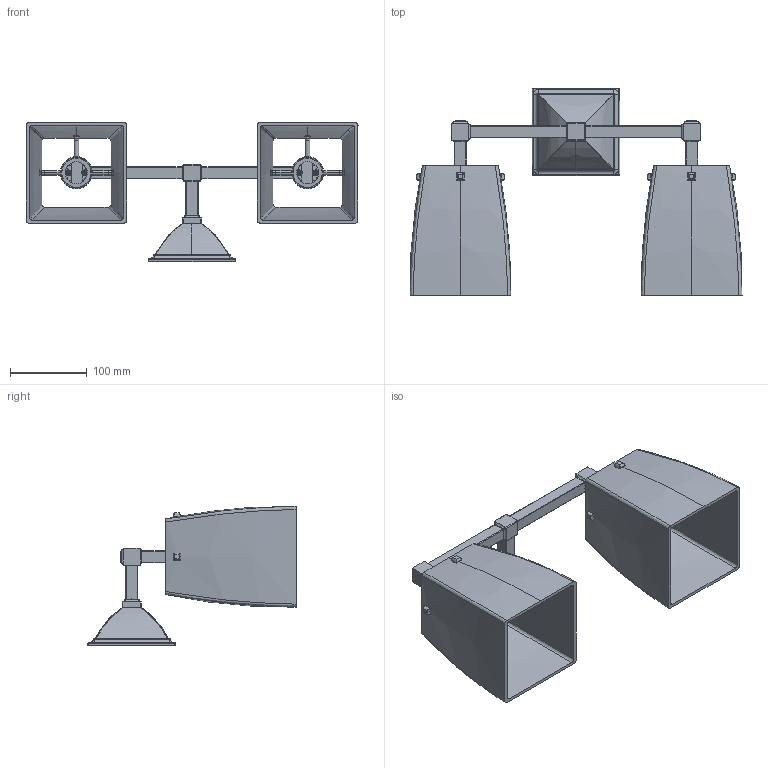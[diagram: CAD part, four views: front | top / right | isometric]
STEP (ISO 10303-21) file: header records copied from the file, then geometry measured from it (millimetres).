
FILE_DESCRIPTION((''),'2;1');
FILE_NAME('1882D_WEB','2010-10-05T',('project'),(''),'PRO/ENGINEER BY PARAMETRIC TECHNOLOGY CORPORATION, 2009300','PRO/ENGINEER BY PARAMETRIC TECHNOLOGY CORPORATION, 2009300','');
FILE_SCHEMA(('CONFIG_CONTROL_DESIGN'));
Products named in the file (1): 1882D_WEB
Bounding box: 433.6 x 271.7 x 181.87 mm (x, y, z)
Surface area: 488941.2 mm2 (no closed solid volume)
Topology: 0 solids, 144 shells, 1049 faces, 5116 edges, 4159 vertices
Faces by surface type: cylinder 454, plane 285, bspline 207, torus 47, cone 32, sphere 24
Entity records: 97843 total; most frequent: CARTESIAN_POINT 61012, ORIENTED_EDGE 7143, DIRECTION 6109, EDGE_CURVE 5104, VERTEX_POINT 4159, VECTOR 3165, LINE 3165, AXIS2_PLACEMENT_3D 1472
